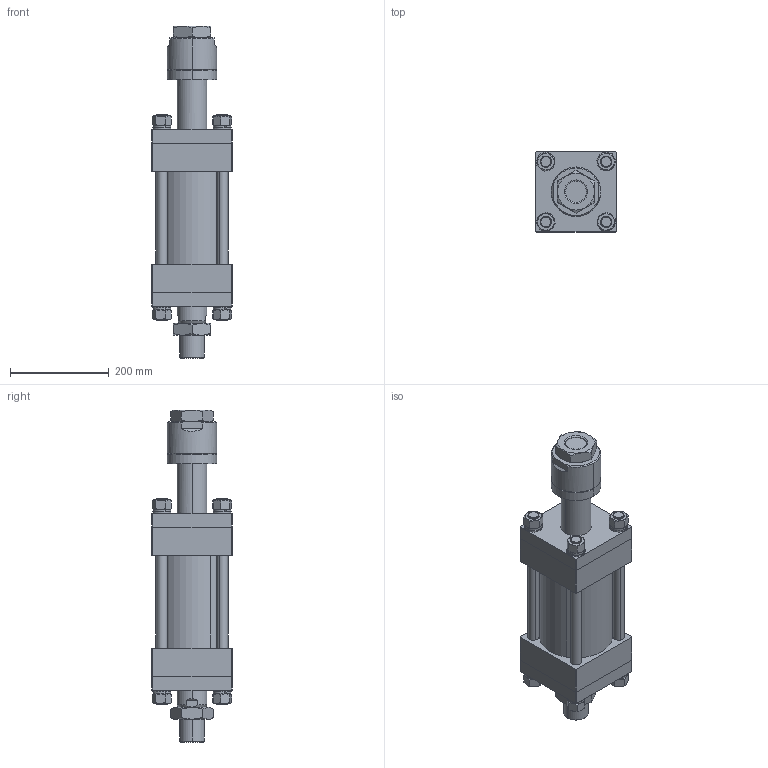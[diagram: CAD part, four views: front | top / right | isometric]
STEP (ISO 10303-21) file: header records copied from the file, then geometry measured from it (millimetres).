
FILE_DESCRIPTION (( 'STEP AP203' ), '1' );
FILE_NAME ('HOD-125-60-100-A30.STEP', '2021-04-27T08:01:09', ( '微软用户' ), ( '微软中国' ), 'SwSTEP 2.0', 'SolidWorks 2012', '' );
FILE_SCHEMA (( 'CONFIG_CONTROL_DESIGN' ));
Length unit declared in the file: millimetre
Products named in the file (13): HOD-125-60-100-A30; HOD-125-60-100-A30覃誹杶; HOD-125-60-100-A30遣喳杶; HOB-125-60-100楊擘; hex thin nuts-grades ab-chamfered gb_GB_FASTENER_NUT_STNAB  B M48-N; M22^HOD-125-60-100-A30; hex nuts 1-fine pitch-grades ab gb_GB_FASTENER_NUT_SNAB1XY  B M22X1.5-N; plain washers--product grade c gb_GB_FASTENER_WASHER_SMWC 20; single coil lock washers light type gb_GB_FASTENER_WASHER_SSWL 22; HOD-125-60-100嶺裝; HOD-125-60-100-A30活塞杆; HOB-125-60-100前盖; HOB-125-60-100掛极
Assembly tree (25 placements, depth 3):
  HOD-125-60-100-A30
    HOB-125-60-100掛极
    HOB-125-60-100前盖  x2
    HOD-125-60-100-A30活塞杆
    HOD-125-60-100嶺裝  x4
    M22^HOD-125-60-100-A30  x8
      single coil lock washers light type gb_GB_FASTENER_WASHER_SSWL 22
      plain washers--product grade c gb_GB_FASTENER_WASHER_SMWC 20
      hex nuts 1-fine pitch-grades ab gb_GB_FASTENER_NUT_SNAB1XY  B M22X1.5-N
    hex thin nuts-grades ab-chamfered gb_GB_FASTENER_NUT_STNAB  B M48-N  x2
    HOB-125-60-100楊擘  x2
    HOD-125-60-100-A30遣喳杶
    HOD-125-60-100-A30覃誹杶
Bounding box: 162 x 162 x 672 mm (x, y, z)
Volume: 8349151.7 mm3; surface area: 1002350.4 mm2
Topology: 38 solids, 38 shells, 569 faces, 1280 edges, 799 vertices
Faces by surface type: plane 210, cylinder 194, cone 153, torus 12
Entity records: 8576 total; most frequent: CARTESIAN_POINT 1628, DIRECTION 1192, ORIENTED_EDGE 1010, EDGE_CURVE 505, AXIS2_PLACEMENT_3D 486, VERTEX_POINT 313, EDGE_LOOP 268, CIRCLE 233
